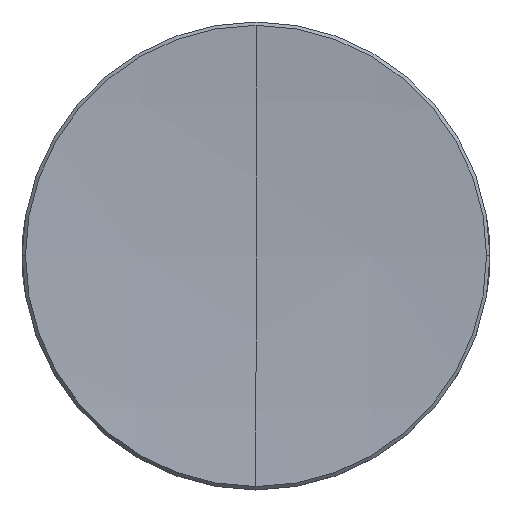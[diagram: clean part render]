
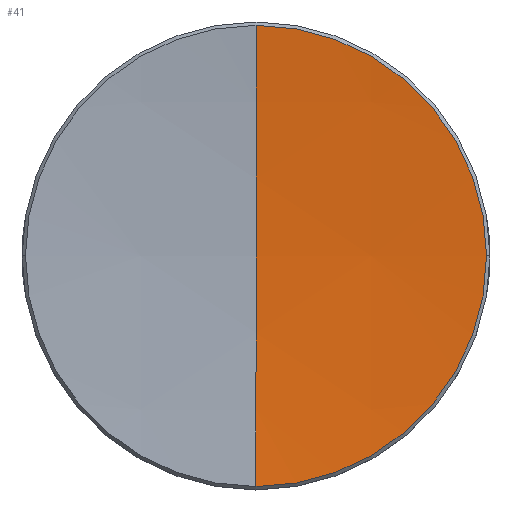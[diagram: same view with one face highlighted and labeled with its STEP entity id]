
A CAD part, top view. The second image highlights one B-rep face of the part: STEP entity #41.
In plain terms, the highlighted spherical face has radius 146.9 mm.
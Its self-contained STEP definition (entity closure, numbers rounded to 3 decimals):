
#3 = CIRCLE ( 'NONE', #59, 12.516 ) ;
#31 = EDGE_LOOP ( 'NONE', ( #87, #174, #81, #116 ) ) ;
#32 = DIRECTION ( 'NONE',  ( 1., 0., 0. ) ) ;
#33 = CIRCLE ( 'NONE', #47, 146.9 ) ;
#37 = CARTESIAN_POINT ( 'NONE',  ( 0., -12.516, 12.384 ) ) ;
#41 = ADVANCED_FACE ( 'NONE', ( #115 ), #117, .F. ) ;
#46 = CARTESIAN_POINT ( 'NONE',  ( 12.516, 0., 12.384 ) ) ;
#47 = AXIS2_PLACEMENT_3D ( 'NONE', #164, #162, #254 ) ;
#49 = DIRECTION ( 'NONE',  ( 1., 0., 0. ) ) ;
#54 = CARTESIAN_POINT ( 'NONE',  ( 0., 0., 12.384 ) ) ;
#59 = AXIS2_PLACEMENT_3D ( 'NONE', #256, #166, #143 ) ;
#65 = VERTEX_POINT ( 'NONE', #46 ) ;
#71 = AXIS2_PLACEMENT_3D ( 'NONE', #54, #140, #32 ) ;
#81 = ORIENTED_EDGE ( 'NONE', *, *, #155, .T. ) ;
#87 = ORIENTED_EDGE ( 'NONE', *, *, #98, .F. ) ;
#98 = EDGE_CURVE ( 'NONE', #228, #145, #238, .T. ) ;
#115 = FACE_OUTER_BOUND ( 'NONE', #31, .T. ) ;
#116 = ORIENTED_EDGE ( 'NONE', *, *, #241, .T. ) ;
#117 = SPHERICAL_SURFACE ( 'NONE', #133, 146.9 ) ;
#119 = CARTESIAN_POINT ( 'NONE',  ( 0., 0., 11.85 ) ) ;
#133 = AXIS2_PLACEMENT_3D ( 'NONE', #246, #204, #272 ) ;
#134 = CARTESIAN_POINT ( 'NONE',  ( 0., 0., 158.75 ) ) ;
#140 = DIRECTION ( 'NONE',  ( 0., 0., 1. ) ) ;
#143 = DIRECTION ( 'NONE',  ( 1., 0., 0. ) ) ;
#145 = VERTEX_POINT ( 'NONE', #268 ) ;
#155 = EDGE_CURVE ( 'NONE', #179, #65, #3, .T. ) ;
#162 = DIRECTION ( 'NONE',  ( -1., 0., 0. ) ) ;
#164 = CARTESIAN_POINT ( 'NONE',  ( 0., 0., 158.75 ) ) ;
#166 = DIRECTION ( 'NONE',  ( 0., 0., 1. ) ) ;
#174 = ORIENTED_EDGE ( 'NONE', *, *, #235, .T. ) ;
#179 = VERTEX_POINT ( 'NONE', #37 ) ;
#185 = AXIS2_PLACEMENT_3D ( 'NONE', #134, #49, #200 ) ;
#200 = DIRECTION ( 'NONE',  ( 0., 0., -1. ) ) ;
#204 = DIRECTION ( 'NONE',  ( -1., 0., 0. ) ) ;
#207 = CIRCLE ( 'NONE', #71, 12.516 ) ;
#228 = VERTEX_POINT ( 'NONE', #119 ) ;
#235 = EDGE_CURVE ( 'NONE', #228, #179, #33, .T. ) ;
#238 = CIRCLE ( 'NONE', #185, 146.9 ) ;
#241 = EDGE_CURVE ( 'NONE', #65, #145, #207, .T. ) ;
#246 = CARTESIAN_POINT ( 'NONE',  ( 0., 0., 158.75 ) ) ;
#254 = DIRECTION ( 'NONE',  ( 0., -1., 0. ) ) ;
#256 = CARTESIAN_POINT ( 'NONE',  ( 0., 0., 12.384 ) ) ;
#268 = CARTESIAN_POINT ( 'NONE',  ( 0., 12.516, 12.384 ) ) ;
#272 = DIRECTION ( 'NONE',  ( 0., 1., 0. ) ) ;
